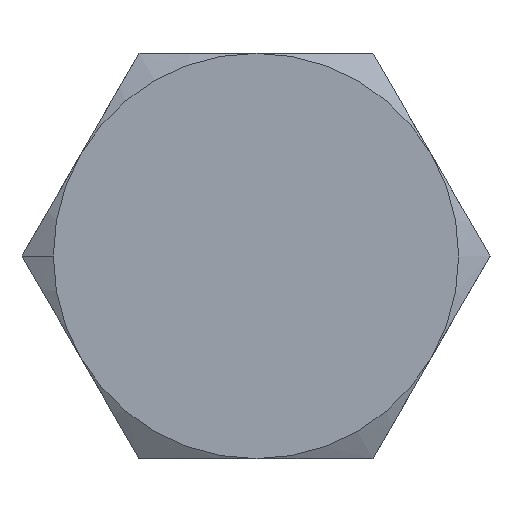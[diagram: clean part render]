
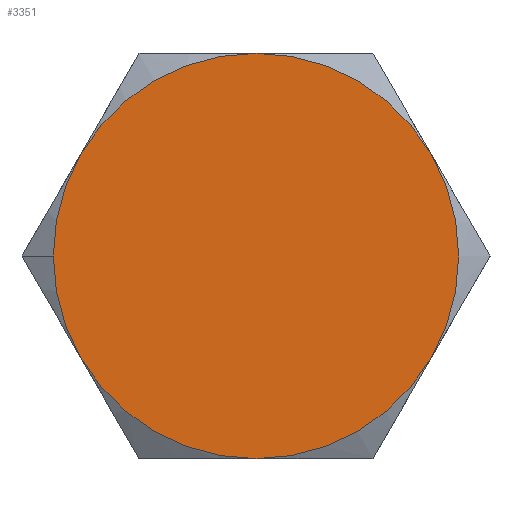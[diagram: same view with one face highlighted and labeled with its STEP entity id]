
A CAD part, left-side view. The second image highlights one B-rep face of the part: STEP entity #3351.
In plain terms, the highlighted planar face has unit normal (-1, 0, 0).
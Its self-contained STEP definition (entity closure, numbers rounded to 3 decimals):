
#78 = CIRCLE ( 'NONE', #2617, 14.287 ) ;
#118 = EDGE_CURVE ( 'NONE', #7708, #2108, #3619, .T. ) ;
#248 = CARTESIAN_POINT ( 'NONE',  ( -40.894, 0., 14.287 ) ) ;
#258 = AXIS2_PLACEMENT_3D ( 'NONE', #6501, #1700, #4963 ) ;
#335 = DIRECTION ( 'NONE',  ( 0., 0., -1. ) ) ;
#843 = CARTESIAN_POINT ( 'NONE',  ( -40.894, 14.288, 0. ) ) ;
#910 = CIRCLE ( 'NONE', #2017, 14.287 ) ;
#934 = AXIS2_PLACEMENT_3D ( 'NONE', #4602, #5370, #9376 ) ;
#948 = EDGE_CURVE ( 'NONE', #6875, #2108, #2598, .T. ) ;
#989 = CARTESIAN_POINT ( 'NONE',  ( -40.894, -12.373, -7.144 ) ) ;
#1395 = DIRECTION ( 'NONE',  ( 1., 0., 0. ) ) ;
#1488 = EDGE_CURVE ( 'NONE', #3946, #8583, #78, .T. ) ;
#1531 = DIRECTION ( 'NONE',  ( 0., 0., -1. ) ) ;
#1700 = DIRECTION ( 'NONE',  ( -1., 0., 0. ) ) ;
#1733 = AXIS2_PLACEMENT_3D ( 'NONE', #10018, #9215, #2847 ) ;
#1772 = DIRECTION ( 'NONE',  ( 1., 0., 0. ) ) ;
#1917 = CARTESIAN_POINT ( 'NONE',  ( -40.894, 0., 0. ) ) ;
#2000 = VERTEX_POINT ( 'NONE', #4219 ) ;
#2017 = AXIS2_PLACEMENT_3D ( 'NONE', #4683, #8722, #1531 ) ;
#2058 = ORIENTED_EDGE ( 'NONE', *, *, #948, .F. ) ;
#2108 = VERTEX_POINT ( 'NONE', #248 ) ;
#2207 = AXIS2_PLACEMENT_3D ( 'NONE', #3399, #1772, #3328 ) ;
#2240 = CARTESIAN_POINT ( 'NONE',  ( -40.894, 0., 0. ) ) ;
#2249 = ORIENTED_EDGE ( 'NONE', *, *, #118, .T. ) ;
#2436 = FACE_OUTER_BOUND ( 'NONE', #4744, .T. ) ;
#2598 = CIRCLE ( 'NONE', #1733, 14.287 ) ;
#2617 = AXIS2_PLACEMENT_3D ( 'NONE', #1917, #7567, #335 ) ;
#2847 = DIRECTION ( 'NONE',  ( 0., 0., -1. ) ) ;
#2965 = AXIS2_PLACEMENT_3D ( 'NONE', #2240, #1395, #7806 ) ;
#3306 = CIRCLE ( 'NONE', #2965, 14.287 ) ;
#3328 = DIRECTION ( 'NONE',  ( 0., 0., -1. ) ) ;
#3351 = ADVANCED_FACE ( 'NONE', ( #2436 ), #6570, .F. ) ;
#3399 = CARTESIAN_POINT ( 'NONE',  ( -40.894, 8.249, 14.287 ) ) ;
#3574 = ORIENTED_EDGE ( 'NONE', *, *, #6569, .F. ) ;
#3619 = CIRCLE ( 'NONE', #258, 14.287 ) ;
#3639 = AXIS2_PLACEMENT_3D ( 'NONE', #8723, #9527, #9645 ) ;
#3691 = CARTESIAN_POINT ( 'NONE',  ( -40.894, 12.373, 7.144 ) ) ;
#3706 = ORIENTED_EDGE ( 'NONE', *, *, #1488, .F. ) ;
#3946 = VERTEX_POINT ( 'NONE', #989 ) ;
#4058 = CIRCLE ( 'NONE', #3639, 14.287 ) ;
#4209 = VERTEX_POINT ( 'NONE', #843 ) ;
#4219 = CARTESIAN_POINT ( 'NONE',  ( -40.894, 12.373, -7.144 ) ) ;
#4420 = CARTESIAN_POINT ( 'NONE',  ( -40.894, 0., -14.287 ) ) ;
#4602 = CARTESIAN_POINT ( 'NONE',  ( -40.894, 0., 0. ) ) ;
#4630 = ORIENTED_EDGE ( 'NONE', *, *, #6084, .F. ) ;
#4683 = CARTESIAN_POINT ( 'NONE',  ( -40.894, 0., 0. ) ) ;
#4744 = EDGE_LOOP ( 'NONE', ( #9822, #3706, #10038, #2249, #2058, #4630, #3574 ) ) ;
#4963 = DIRECTION ( 'NONE',  ( 0., -1., 0. ) ) ;
#5370 = DIRECTION ( 'NONE',  ( 1., 0., 0. ) ) ;
#5959 = CARTESIAN_POINT ( 'NONE',  ( -40.894, -12.373, 7.144 ) ) ;
#6038 = EDGE_CURVE ( 'NONE', #7708, #3946, #910, .T. ) ;
#6084 = EDGE_CURVE ( 'NONE', #4209, #6875, #3306, .T. ) ;
#6501 = CARTESIAN_POINT ( 'NONE',  ( -40.894, 0., 0. ) ) ;
#6569 = EDGE_CURVE ( 'NONE', #2000, #4209, #8567, .T. ) ;
#6570 = PLANE ( 'NONE',  #2207 ) ;
#6875 = VERTEX_POINT ( 'NONE', #3691 ) ;
#7127 = EDGE_CURVE ( 'NONE', #8583, #2000, #4058, .T. ) ;
#7567 = DIRECTION ( 'NONE',  ( 1., 0., 0. ) ) ;
#7708 = VERTEX_POINT ( 'NONE', #5959 ) ;
#7806 = DIRECTION ( 'NONE',  ( 0., 0., -1. ) ) ;
#8567 = CIRCLE ( 'NONE', #934, 14.287 ) ;
#8583 = VERTEX_POINT ( 'NONE', #4420 ) ;
#8722 = DIRECTION ( 'NONE',  ( 1., 0., 0. ) ) ;
#8723 = CARTESIAN_POINT ( 'NONE',  ( -40.894, 0., 0. ) ) ;
#9215 = DIRECTION ( 'NONE',  ( 1., 0., 0. ) ) ;
#9376 = DIRECTION ( 'NONE',  ( 0., 0., -1. ) ) ;
#9527 = DIRECTION ( 'NONE',  ( 1., 0., 0. ) ) ;
#9645 = DIRECTION ( 'NONE',  ( 0., 0., -1. ) ) ;
#9822 = ORIENTED_EDGE ( 'NONE', *, *, #7127, .F. ) ;
#10018 = CARTESIAN_POINT ( 'NONE',  ( -40.894, 0., 0. ) ) ;
#10038 = ORIENTED_EDGE ( 'NONE', *, *, #6038, .F. ) ;
